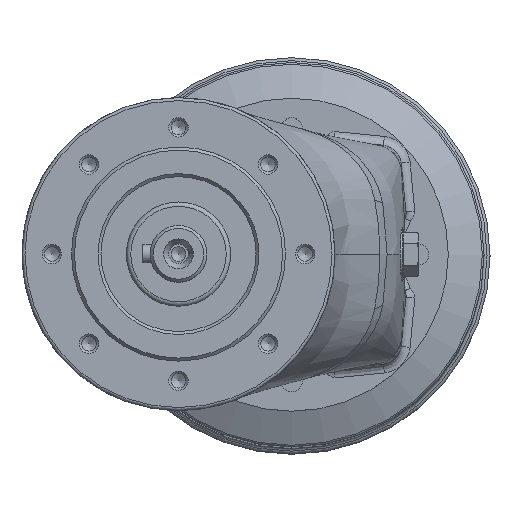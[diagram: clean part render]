
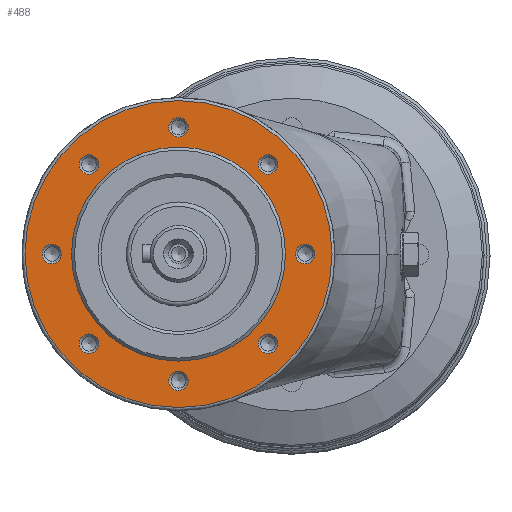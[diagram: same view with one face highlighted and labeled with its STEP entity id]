
A CAD part, top view. The second image highlights one B-rep face of the part: STEP entity #488.
In plain terms, the highlighted planar face has unit normal (0, 0, 1).
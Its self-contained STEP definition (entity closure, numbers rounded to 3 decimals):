
#488 = ADVANCED_FACE( '', ( #1325, #1326, #1327, #1328, #1329, #1330, #1331, #1332, #1333, #1334 ), #1335, .F. );
#1325 = FACE_OUTER_BOUND( '', #3724, .T. );
#1326 = FACE_BOUND( '', #3725, .T. );
#1327 = FACE_BOUND( '', #3726, .T. );
#1328 = FACE_BOUND( '', #3727, .T. );
#1329 = FACE_BOUND( '', #3728, .T. );
#1330 = FACE_BOUND( '', #3729, .T. );
#1331 = FACE_BOUND( '', #3730, .T. );
#1332 = FACE_BOUND( '', #3731, .T. );
#1333 = FACE_BOUND( '', #3732, .T. );
#1334 = FACE_BOUND( '', #3733, .T. );
#1335 = PLANE( '', #3734 );
#3724 = EDGE_LOOP( '', ( #9764 ) );
#3725 = EDGE_LOOP( '', ( #9765 ) );
#3726 = EDGE_LOOP( '', ( #9766 ) );
#3727 = EDGE_LOOP( '', ( #9767 ) );
#3728 = EDGE_LOOP( '', ( #9768 ) );
#3729 = EDGE_LOOP( '', ( #9769 ) );
#3730 = EDGE_LOOP( '', ( #9770 ) );
#3731 = EDGE_LOOP( '', ( #9771 ) );
#3732 = EDGE_LOOP( '', ( #9772 ) );
#3733 = EDGE_LOOP( '', ( #9773 ) );
#3734 = AXIS2_PLACEMENT_3D( '', #9774, #9775, #9776 );
#9764 = ORIENTED_EDGE( '', *, *, #12289, .T. );
#9765 = ORIENTED_EDGE( '', *, *, #12290, .T. );
#9766 = ORIENTED_EDGE( '', *, *, #12291, .T. );
#9767 = ORIENTED_EDGE( '', *, *, #12292, .T. );
#9768 = ORIENTED_EDGE( '', *, *, #12293, .T. );
#9769 = ORIENTED_EDGE( '', *, *, #12294, .T. );
#9770 = ORIENTED_EDGE( '', *, *, #12295, .T. );
#9771 = ORIENTED_EDGE( '', *, *, #12296, .T. );
#9772 = ORIENTED_EDGE( '', *, *, #12159, .T. );
#9773 = ORIENTED_EDGE( '', *, *, #12297, .T. );
#9774 = CARTESIAN_POINT( '', ( -80., 100., 0. ) );
#9775 = DIRECTION( '', ( 0., 0., -1. ) );
#9776 = DIRECTION( '', ( 0., 1., 0. ) );
#12159 = EDGE_CURVE( '', #13253, #13253, #13254, .T. );
#12289 = EDGE_CURVE( '', #13480, #13480, #13481, .T. );
#12290 = EDGE_CURVE( '', #13482, #13482, #13483, .T. );
#12291 = EDGE_CURVE( '', #13484, #13484, #13485, .T. );
#12292 = EDGE_CURVE( '', #13486, #13486, #13487, .T. );
#12293 = EDGE_CURVE( '', #13488, #13488, #13489, .T. );
#12294 = EDGE_CURVE( '', #13490, #13490, #13491, .T. );
#12295 = EDGE_CURVE( '', #13492, #13492, #13493, .T. );
#12296 = EDGE_CURVE( '', #13494, #13494, #13495, .T. );
#12297 = EDGE_CURVE( '', #13496, #13496, #13497, .T. );
#13253 = VERTEX_POINT( '', #14956 );
#13254 = CIRCLE( '', #14957, 3.259 );
#13480 = VERTEX_POINT( '', #15686 );
#13481 = CIRCLE( '', #15687, 51.5 );
#13482 = VERTEX_POINT( '', #15688 );
#13483 = CIRCLE( '', #15689, 35.9 );
#13484 = VERTEX_POINT( '', #15690 );
#13485 = CIRCLE( '', #15691, 3.259 );
#13486 = VERTEX_POINT( '', #15692 );
#13487 = CIRCLE( '', #15693, 3.259 );
#13488 = VERTEX_POINT( '', #15694 );
#13489 = CIRCLE( '', #15695, 3.259 );
#13490 = VERTEX_POINT( '', #15696 );
#13491 = CIRCLE( '', #15697, 3.259 );
#13492 = VERTEX_POINT( '', #15698 );
#13493 = CIRCLE( '', #15699, 3.259 );
#13494 = VERTEX_POINT( '', #15700 );
#13495 = CIRCLE( '', #15701, 3.259 );
#13496 = VERTEX_POINT( '', #15702 );
#13497 = CIRCLE( '', #15703, 3.259 );
#14956 = CARTESIAN_POINT( '', ( -33.311, 30.052, 0. ) );
#14957 = AXIS2_PLACEMENT_3D( '', #18807, #18808, #18809 );
#15686 = CARTESIAN_POINT( '', ( -51.5, 0., 0. ) );
#15687 = AXIS2_PLACEMENT_3D( '', #18972, #18973, #18974 );
#15688 = CARTESIAN_POINT( '', ( -35.9, 0., 0. ) );
#15689 = AXIS2_PLACEMENT_3D( '', #18975, #18976, #18977 );
#15690 = CARTESIAN_POINT( '', ( 39.242, 0., 0. ) );
#15691 = AXIS2_PLACEMENT_3D( '', #18978, #18979, #18980 );
#15692 = CARTESIAN_POINT( '', ( -45.759, 0., 0. ) );
#15693 = AXIS2_PLACEMENT_3D( '', #18981, #18982, #18983 );
#15694 = CARTESIAN_POINT( '', ( -3.259, 42.5, 0. ) );
#15695 = AXIS2_PLACEMENT_3D( '', #18984, #18985, #18986 );
#15696 = CARTESIAN_POINT( '', ( -3.259, -42.5, 0. ) );
#15697 = AXIS2_PLACEMENT_3D( '', #18987, #18988, #18989 );
#15698 = CARTESIAN_POINT( '', ( 26.794, -30.052, 0. ) );
#15699 = AXIS2_PLACEMENT_3D( '', #18990, #18991, #18992 );
#15700 = CARTESIAN_POINT( '', ( 26.794, 30.052, 0. ) );
#15701 = AXIS2_PLACEMENT_3D( '', #18993, #18994, #18995 );
#15702 = CARTESIAN_POINT( '', ( -33.311, -30.052, 0. ) );
#15703 = AXIS2_PLACEMENT_3D( '', #18996, #18997, #18998 );
#18807 = CARTESIAN_POINT( '', ( -30.052, 30.052, 0. ) );
#18808 = DIRECTION( '', ( 0., 0., -1. ) );
#18809 = DIRECTION( '', ( -1., 0., 0. ) );
#18972 = CARTESIAN_POINT( '', ( 0., 0., 0. ) );
#18973 = DIRECTION( '', ( 0., 0., 1. ) );
#18974 = DIRECTION( '', ( -1., 0., 0. ) );
#18975 = CARTESIAN_POINT( '', ( 0., 0., 0. ) );
#18976 = DIRECTION( '', ( 0., 0., -1. ) );
#18977 = DIRECTION( '', ( -1., 0., 0. ) );
#18978 = CARTESIAN_POINT( '', ( 42.5, 0., 0. ) );
#18979 = DIRECTION( '', ( 0., 0., -1. ) );
#18980 = DIRECTION( '', ( -1., 0., 0. ) );
#18981 = CARTESIAN_POINT( '', ( -42.5, 0., 0. ) );
#18982 = DIRECTION( '', ( 0., 0., -1. ) );
#18983 = DIRECTION( '', ( -1., 0., 0. ) );
#18984 = CARTESIAN_POINT( '', ( 0., 42.5, 0. ) );
#18985 = DIRECTION( '', ( 0., 0., -1. ) );
#18986 = DIRECTION( '', ( -1., 0., 0. ) );
#18987 = CARTESIAN_POINT( '', ( 0., -42.5, 0. ) );
#18988 = DIRECTION( '', ( 0., 0., -1. ) );
#18989 = DIRECTION( '', ( -1., 0., 0. ) );
#18990 = CARTESIAN_POINT( '', ( 30.052, -30.052, 0. ) );
#18991 = DIRECTION( '', ( 0., 0., -1. ) );
#18992 = DIRECTION( '', ( -1., 0., 0. ) );
#18993 = CARTESIAN_POINT( '', ( 30.052, 30.052, 0. ) );
#18994 = DIRECTION( '', ( 0., 0., -1. ) );
#18995 = DIRECTION( '', ( -1., 0., 0. ) );
#18996 = CARTESIAN_POINT( '', ( -30.052, -30.052, 0. ) );
#18997 = DIRECTION( '', ( 0., 0., -1. ) );
#18998 = DIRECTION( '', ( -1., 0., 0. ) );
